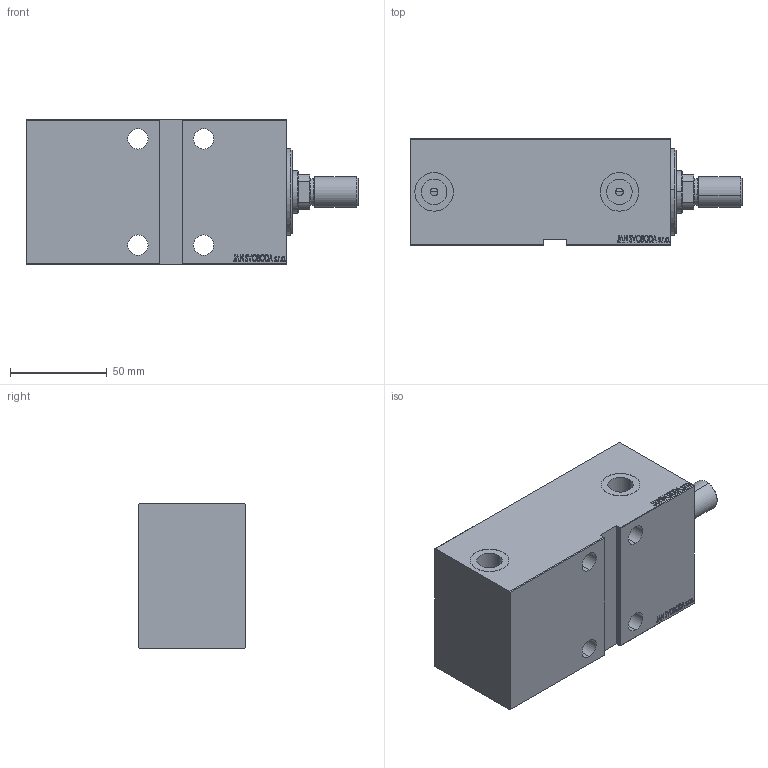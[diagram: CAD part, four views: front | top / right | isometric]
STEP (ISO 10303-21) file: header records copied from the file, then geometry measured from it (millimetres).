
FILE_DESCRIPTION (( 'STEP AP203' ), '1' );
FILE_NAME ('0af2.STEP', '2024-02-12T06:29:16', ( '' ), ( '' ), 'SwSTEP 2.0', 'SolidWorks 2019', '' );
FILE_SCHEMA (( 'CONFIG_CONTROL_DESIGN' ));
Length unit declared in the file: millimetre
Products named in the file (6): V450CM_G_Body 97beeb6d09ad256380b4da804c7b0f75; Zatka_OIL_PORT 97beeb6d09ad256380b4da804c7b0f75; V450CM_G_VCP 97beeb6d09ad256380b4da804c7b0f75; V450CM_MALE_METRIC 97beeb6d09ad256380b4da804c7b0f75; V450CM_VC_G 97beeb6d09ad256380b4da804c7b0f75; 0af2
Assembly tree (6 placements, depth 2):
  0af2
    V450CM_G_Body 97beeb6d09ad256380b4da804c7b0f75
    V450CM_G_VCP 97beeb6d09ad256380b4da804c7b0f75
    V450CM_VC_G 97beeb6d09ad256380b4da804c7b0f75
    V450CM_MALE_METRIC 97beeb6d09ad256380b4da804c7b0f75
    Zatka_OIL_PORT 97beeb6d09ad256380b4da804c7b0f75  x2
Bounding box: 172 x 55 x 75 mm (x, y, z)
Volume: 500000.6 mm3; surface area: 86579.2 mm2
Topology: 6 solids, 6 shells, 907 faces, 2308 edges, 1523 vertices
Faces by surface type: plane 443, bspline 380, cylinder 60, cone 22, torus 2
Entity records: 44324 total; most frequent: CARTESIAN_POINT 24630, ORIENTED_EDGE 4532, DIRECTION 2666, EDGE_CURVE 2266, VERTEX_POINT 1499, VECTOR 1356, LINE 1356, EDGE_LOOP 1013
